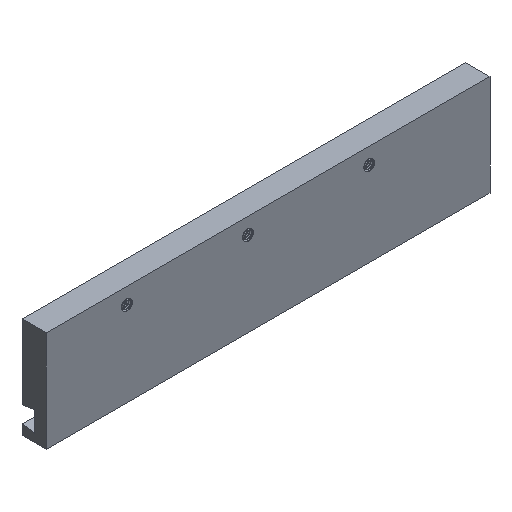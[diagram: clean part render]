
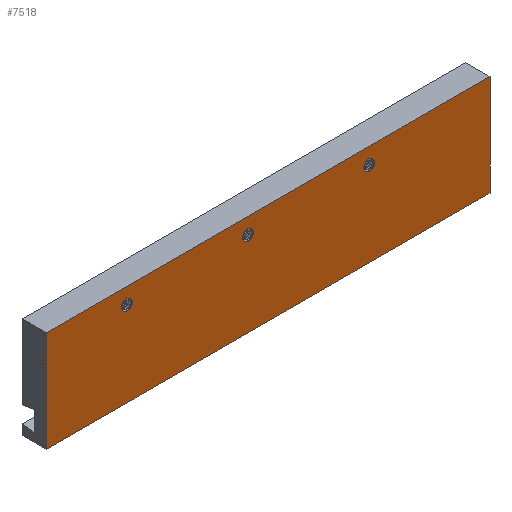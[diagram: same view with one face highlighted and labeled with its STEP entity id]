
A CAD part, isometric view. The second image highlights one B-rep face of the part: STEP entity #7518.
In plain terms, the highlighted planar face has unit normal (0, -1, 0).
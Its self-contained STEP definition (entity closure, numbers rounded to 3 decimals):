
#13 = ORIENTED_EDGE ( 'NONE', *, *, #9552, .F. ) ;
#83 = ORIENTED_EDGE ( 'NONE', *, *, #12457, .T. ) ;
#85 = VERTEX_POINT ( 'NONE', #2965 ) ;
#182 = DIRECTION ( 'NONE',  ( 0., 0., 1. ) ) ;
#360 = CIRCLE ( 'NONE', #8961, 1.25 ) ;
#477 = CARTESIAN_POINT ( 'NONE',  ( 0., 0., 0. ) ) ;
#713 = VERTEX_POINT ( 'NONE', #7342 ) ;
#715 = EDGE_CURVE ( 'NONE', #3535, #3617, #13101, .T. ) ;
#798 = LINE ( 'NONE', #9280, #8071 ) ;
#814 = DIRECTION ( 'NONE',  ( 0., 1., 0. ) ) ;
#837 = FACE_BOUND ( 'NONE', #6795, .T. ) ;
#877 = ORIENTED_EDGE ( 'NONE', *, *, #5578, .T. ) ;
#909 = CARTESIAN_POINT ( 'NONE',  ( -30., 0., 22.25 ) ) ;
#914 = CARTESIAN_POINT ( 'NONE',  ( -30., 0., 19.75 ) ) ;
#1202 = EDGE_CURVE ( 'NONE', #3617, #11041, #1662, .T. ) ;
#1303 = ORIENTED_EDGE ( 'NONE', *, *, #7931, .T. ) ;
#1483 = VERTEX_POINT ( 'NONE', #12892 ) ;
#1491 = CARTESIAN_POINT ( 'NONE',  ( -110., 0., 25. ) ) ;
#1630 = DIRECTION ( 'NONE',  ( 0., 0., 1. ) ) ;
#1631 = CARTESIAN_POINT ( 'NONE',  ( -60., 0., 21. ) ) ;
#1662 = CIRCLE ( 'NONE', #11135, 1.25 ) ;
#1717 = CIRCLE ( 'NONE', #8757, 1.25 ) ;
#1873 = ORIENTED_EDGE ( 'NONE', *, *, #1202, .T. ) ;
#1910 = ORIENTED_EDGE ( 'NONE', *, *, #715, .T. ) ;
#2058 = CARTESIAN_POINT ( 'NONE',  ( 0., 0., 0. ) ) ;
#2097 = DIRECTION ( 'NONE',  ( 0., 0., 1. ) ) ;
#2163 = CARTESIAN_POINT ( 'NONE',  ( -90., 0., 21. ) ) ;
#2296 = ORIENTED_EDGE ( 'NONE', *, *, #7017, .T. ) ;
#2318 = DIRECTION ( 'NONE',  ( 0., 0., 1. ) ) ;
#2566 = CIRCLE ( 'NONE', #10498, 1.25 ) ;
#2811 = DIRECTION ( 'NONE',  ( 0., 0., 1. ) ) ;
#2819 = VERTEX_POINT ( 'NONE', #477 ) ;
#2965 = CARTESIAN_POINT ( 'NONE',  ( -110., 0., 0. ) ) ;
#3232 = VECTOR ( 'NONE', #4973, 1000. ) ;
#3309 = ORIENTED_EDGE ( 'NONE', *, *, #9513, .T. ) ;
#3535 = VERTEX_POINT ( 'NONE', #8259 ) ;
#3617 = VERTEX_POINT ( 'NONE', #9502 ) ;
#3783 = CARTESIAN_POINT ( 'NONE',  ( -60.892, 0., 20.124 ) ) ;
#3972 = EDGE_CURVE ( 'NONE', #11041, #1483, #6098, .T. ) ;
#3997 = ORIENTED_EDGE ( 'NONE', *, *, #9354, .T. ) ;
#4008 = PLANE ( 'NONE',  #10290 ) ;
#4084 = ORIENTED_EDGE ( 'NONE', *, *, #10797, .T. ) ;
#4107 = AXIS2_PLACEMENT_3D ( 'NONE', #11696, #11422, #182 ) ;
#4332 = VECTOR ( 'NONE', #13407, 1000. ) ;
#4529 = DIRECTION ( 'NONE',  ( 0., 1., 0. ) ) ;
#4797 = DIRECTION ( 'NONE',  ( 0., 0., 1. ) ) ;
#4873 = VERTEX_POINT ( 'NONE', #914 ) ;
#4905 = CARTESIAN_POINT ( 'NONE',  ( 0., 0., 25. ) ) ;
#4973 = DIRECTION ( 'NONE',  ( -1., 0., 0. ) ) ;
#5051 = FACE_BOUND ( 'NONE', #11312, .T. ) ;
#5094 = DIRECTION ( 'NONE',  ( 0., 0., 1. ) ) ;
#5195 = EDGE_LOOP ( 'NONE', ( #1873, #10882, #877, #1910 ) ) ;
#5410 = CARTESIAN_POINT ( 'NONE',  ( -60., 0., 22.25 ) ) ;
#5442 = AXIS2_PLACEMENT_3D ( 'NONE', #13002, #5568, #1630 ) ;
#5568 = DIRECTION ( 'NONE',  ( 0., 1., 0. ) ) ;
#5578 = EDGE_CURVE ( 'NONE', #1483, #3535, #2566, .T. ) ;
#5698 = ORIENTED_EDGE ( 'NONE', *, *, #12885, .T. ) ;
#5822 = VERTEX_POINT ( 'NONE', #11209 ) ;
#5905 = CIRCLE ( 'NONE', #10087, 1.25 ) ;
#5921 = DIRECTION ( 'NONE',  ( 0., 1., 0. ) ) ;
#6069 = AXIS2_PLACEMENT_3D ( 'NONE', #11545, #12439, #2097 ) ;
#6095 = FACE_BOUND ( 'NONE', #5195, .T. ) ;
#6098 = CIRCLE ( 'NONE', #7837, 1.25 ) ;
#6255 = EDGE_CURVE ( 'NONE', #9928, #12625, #10075, .T. ) ;
#6398 = DIRECTION ( 'NONE',  ( 0., 1., 0. ) ) ;
#6411 = VERTEX_POINT ( 'NONE', #6883 ) ;
#6417 = ORIENTED_EDGE ( 'NONE', *, *, #6602, .T. ) ;
#6548 = CIRCLE ( 'NONE', #12698, 1.25 ) ;
#6602 = EDGE_CURVE ( 'NONE', #11875, #4873, #6548, .T. ) ;
#6795 = EDGE_LOOP ( 'NONE', ( #3309, #4084, #83, #5698 ) ) ;
#6883 = CARTESIAN_POINT ( 'NONE',  ( -61.25, 0., 21. ) ) ;
#6956 = VERTEX_POINT ( 'NONE', #1491 ) ;
#7017 = EDGE_CURVE ( 'NONE', #12625, #11875, #5905, .T. ) ;
#7030 = CARTESIAN_POINT ( 'NONE',  ( -90., 0., 21. ) ) ;
#7147 = DIRECTION ( 'NONE',  ( 0., 0., 1. ) ) ;
#7182 = DIRECTION ( 'NONE',  ( 0., -1., 0. ) ) ;
#7200 = CIRCLE ( 'NONE', #5442, 1.25 ) ;
#7283 = CARTESIAN_POINT ( 'NONE',  ( -30., 0., 21. ) ) ;
#7342 = CARTESIAN_POINT ( 'NONE',  ( -60., 0., 19.75 ) ) ;
#7518 = ADVANCED_FACE ( 'NONE', ( #6095, #837, #5051, #13451 ), #4008, .T. ) ;
#7627 = DIRECTION ( 'NONE',  ( 0., 1., 0. ) ) ;
#7837 = AXIS2_PLACEMENT_3D ( 'NONE', #2163, #13417, #2811 ) ;
#7874 = CARTESIAN_POINT ( 'NONE',  ( -30.892, 0., 20.124 ) ) ;
#7931 = EDGE_CURVE ( 'NONE', #5822, #6956, #7932, .T. ) ;
#7932 = LINE ( 'NONE', #4905, #12051 ) ;
#8011 = ORIENTED_EDGE ( 'NONE', *, *, #11151, .T. ) ;
#8039 = DIRECTION ( 'NONE',  ( 0., 0., 1. ) ) ;
#8071 = VECTOR ( 'NONE', #11346, 1000. ) ;
#8125 = CARTESIAN_POINT ( 'NONE',  ( -60., 0., 21. ) ) ;
#8234 = LINE ( 'NONE', #13612, #4332 ) ;
#8259 = CARTESIAN_POINT ( 'NONE',  ( -90., 0., 19.75 ) ) ;
#8659 = CARTESIAN_POINT ( 'NONE',  ( -90., 0., 21. ) ) ;
#8757 = AXIS2_PLACEMENT_3D ( 'NONE', #12655, #6398, #10592 ) ;
#8816 = VERTEX_POINT ( 'NONE', #5410 ) ;
#8961 = AXIS2_PLACEMENT_3D ( 'NONE', #1631, #4529, #11909 ) ;
#8964 = DIRECTION ( 'NONE',  ( 0., 0., 1. ) ) ;
#9042 = DIRECTION ( 'NONE',  ( -1., 0., 0. ) ) ;
#9251 = ORIENTED_EDGE ( 'NONE', *, *, #6255, .T. ) ;
#9280 = CARTESIAN_POINT ( 'NONE',  ( 0., 0., 25. ) ) ;
#9354 = EDGE_CURVE ( 'NONE', #4873, #9928, #1717, .T. ) ;
#9502 = CARTESIAN_POINT ( 'NONE',  ( -90.892, 0., 20.124 ) ) ;
#9513 = EDGE_CURVE ( 'NONE', #11747, #6411, #360, .T. ) ;
#9552 = EDGE_CURVE ( 'NONE', #5822, #2819, #798, .T. ) ;
#9928 = VERTEX_POINT ( 'NONE', #7874 ) ;
#9984 = CARTESIAN_POINT ( 'NONE',  ( -30., 0., 21. ) ) ;
#10075 = CIRCLE ( 'NONE', #4107, 1.25 ) ;
#10087 = AXIS2_PLACEMENT_3D ( 'NONE', #9984, #5921, #8039 ) ;
#10290 = AXIS2_PLACEMENT_3D ( 'NONE', #12415, #7182, #11392 ) ;
#10496 = CIRCLE ( 'NONE', #11827, 1.25 ) ;
#10498 = AXIS2_PLACEMENT_3D ( 'NONE', #8659, #7627, #2318 ) ;
#10592 = DIRECTION ( 'NONE',  ( 0., 0., 1. ) ) ;
#10790 = DIRECTION ( 'NONE',  ( 0., 1., 0. ) ) ;
#10797 = EDGE_CURVE ( 'NONE', #6411, #8816, #10496, .T. ) ;
#10835 = EDGE_LOOP ( 'NONE', ( #11810, #13, #1303, #8011 ) ) ;
#10882 = ORIENTED_EDGE ( 'NONE', *, *, #3972, .T. ) ;
#10954 = DIRECTION ( 'NONE',  ( 0., 1., 0. ) ) ;
#11041 = VERTEX_POINT ( 'NONE', #13538 ) ;
#11135 = AXIS2_PLACEMENT_3D ( 'NONE', #7030, #10954, #8964 ) ;
#11145 = CARTESIAN_POINT ( 'NONE',  ( -31.25, 0., 21. ) ) ;
#11151 = EDGE_CURVE ( 'NONE', #6956, #85, #8234, .T. ) ;
#11209 = CARTESIAN_POINT ( 'NONE',  ( 0., 0., 25. ) ) ;
#11312 = EDGE_LOOP ( 'NONE', ( #9251, #2296, #6417, #3997 ) ) ;
#11346 = DIRECTION ( 'NONE',  ( 0., 0., -1. ) ) ;
#11392 = DIRECTION ( 'NONE',  ( 1., 0., 0. ) ) ;
#11422 = DIRECTION ( 'NONE',  ( 0., 1., 0. ) ) ;
#11475 = EDGE_CURVE ( 'NONE', #2819, #85, #11504, .T. ) ;
#11504 = LINE ( 'NONE', #2058, #3232 ) ;
#11545 = CARTESIAN_POINT ( 'NONE',  ( -90., 0., 21. ) ) ;
#11696 = CARTESIAN_POINT ( 'NONE',  ( -30., 0., 21. ) ) ;
#11747 = VERTEX_POINT ( 'NONE', #3783 ) ;
#11810 = ORIENTED_EDGE ( 'NONE', *, *, #11475, .F. ) ;
#11827 = AXIS2_PLACEMENT_3D ( 'NONE', #8125, #814, #5094 ) ;
#11875 = VERTEX_POINT ( 'NONE', #909 ) ;
#11909 = DIRECTION ( 'NONE',  ( 0., 0., 1. ) ) ;
#11959 = CARTESIAN_POINT ( 'NONE',  ( -60., 0., 21. ) ) ;
#12051 = VECTOR ( 'NONE', #9042, 1000. ) ;
#12283 = AXIS2_PLACEMENT_3D ( 'NONE', #11959, #10790, #4797 ) ;
#12415 = CARTESIAN_POINT ( 'NONE',  ( 0., 0., 25. ) ) ;
#12439 = DIRECTION ( 'NONE',  ( 0., 1., 0. ) ) ;
#12457 = EDGE_CURVE ( 'NONE', #8816, #713, #7200, .T. ) ;
#12582 = DIRECTION ( 'NONE',  ( 0., 1., 0. ) ) ;
#12625 = VERTEX_POINT ( 'NONE', #11145 ) ;
#12655 = CARTESIAN_POINT ( 'NONE',  ( -30., 0., 21. ) ) ;
#12698 = AXIS2_PLACEMENT_3D ( 'NONE', #7283, #12582, #7147 ) ;
#12885 = EDGE_CURVE ( 'NONE', #713, #11747, #12933, .T. ) ;
#12892 = CARTESIAN_POINT ( 'NONE',  ( -90., 0., 22.25 ) ) ;
#12933 = CIRCLE ( 'NONE', #12283, 1.25 ) ;
#13002 = CARTESIAN_POINT ( 'NONE',  ( -60., 0., 21. ) ) ;
#13101 = CIRCLE ( 'NONE', #6069, 1.25 ) ;
#13407 = DIRECTION ( 'NONE',  ( 0., 0., -1. ) ) ;
#13417 = DIRECTION ( 'NONE',  ( 0., 1., 0. ) ) ;
#13451 = FACE_OUTER_BOUND ( 'NONE', #10835, .T. ) ;
#13538 = CARTESIAN_POINT ( 'NONE',  ( -91.25, 0., 21. ) ) ;
#13612 = CARTESIAN_POINT ( 'NONE',  ( -110., 0., 25. ) ) ;
